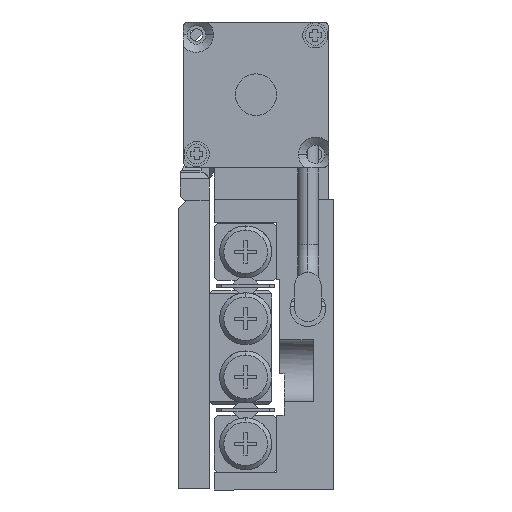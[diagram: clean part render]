
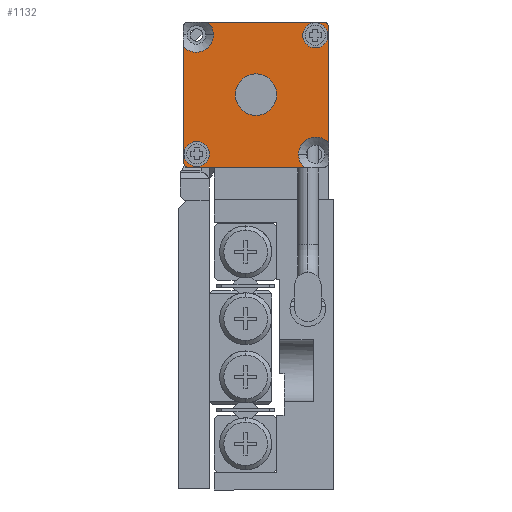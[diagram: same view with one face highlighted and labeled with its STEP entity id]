
A CAD part, left-side view. The second image highlights one B-rep face of the part: STEP entity #1132.
In plain terms, the highlighted face is planar.
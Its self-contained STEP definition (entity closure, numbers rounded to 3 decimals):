
#24 = ORIENTED_EDGE ( 'NONE', *, *, #11125, .F. ) ;
#278 = ORIENTED_EDGE ( 'NONE', *, *, #14377, .T. ) ;
#1132 = ADVANCED_FACE ( 'NONE', ( #28544, #7582, #12827, #10125 ), #21086, .T. ) ;
#1142 = CARTESIAN_POINT ( 'NONE',  ( 2.914, -1.25, 30. ) ) ;
#1258 = DIRECTION ( 'NONE',  ( 0., 0., 1. ) ) ;
#1404 = CARTESIAN_POINT ( 'NONE',  ( 1.286, -12.714, 30. ) ) ;
#1808 = CARTESIAN_POINT ( 'NONE',  ( 0., 0., 30. ) ) ;
#1877 = AXIS2_PLACEMENT_3D ( 'NONE', #10603, #20903, #28682 ) ;
#2386 = CARTESIAN_POINT ( 'NONE',  ( 7., -7., 30. ) ) ;
#2518 = DIRECTION ( 'NONE',  ( 1., 0., 0. ) ) ;
#2667 = CARTESIAN_POINT ( 'NONE',  ( 5., -7., 30. ) ) ;
#2818 = DIRECTION ( 'NONE',  ( 0., 0., 1. ) ) ;
#2918 = CARTESIAN_POINT ( 'NONE',  ( 11.086, -12.75, 30. ) ) ;
#3753 = VECTOR ( 'NONE', #24917, 1000. ) ;
#4189 = VECTOR ( 'NONE', #24330, 1000. ) ;
#4518 = AXIS2_PLACEMENT_3D ( 'NONE', #2386, #9871, #17313 ) ;
#4568 = VERTEX_POINT ( 'NONE', #9349 ) ;
#4890 = DIRECTION ( 'NONE',  ( 0., 0., 1. ) ) ;
#5382 = CARTESIAN_POINT ( 'NONE',  ( 7., -7., 30. ) ) ;
#5507 = CARTESIAN_POINT ( 'NONE',  ( 1.25, -1.25, 30. ) ) ;
#5700 = VECTOR ( 'NONE', #29555, 1000. ) ;
#5728 = AXIS2_PLACEMENT_3D ( 'NONE', #20562, #7055, #17871 ) ;
#5782 = DIRECTION ( 'NONE',  ( 1., 0., 0. ) ) ;
#5843 = DIRECTION ( 'NONE',  ( 0., 0., 1. ) ) ;
#5941 = VERTEX_POINT ( 'NONE', #18655 ) ;
#6406 = EDGE_LOOP ( 'NONE', ( #26033, #24 ) ) ;
#6884 = EDGE_CURVE ( 'NONE', #12285, #11671, #24486, .T. ) ;
#7034 = EDGE_CURVE ( 'NONE', #29695, #18940, #26821, .T. ) ;
#7055 = DIRECTION ( 'NONE',  ( 0., 0., -1. ) ) ;
#7582 = FACE_OUTER_BOUND ( 'NONE', #31417, .T. ) ;
#7616 = CARTESIAN_POINT ( 'NONE',  ( 0.5, -13.5, 30. ) ) ;
#8074 = ORIENTED_EDGE ( 'NONE', *, *, #8587, .F. ) ;
#8334 = CARTESIAN_POINT ( 'NONE',  ( 1.25, -1.25, 30. ) ) ;
#8406 = CARTESIAN_POINT ( 'NONE',  ( 9., -7., 30. ) ) ;
#8587 = EDGE_CURVE ( 'NONE', #4568, #9252, #12394, .T. ) ;
#8846 = ORIENTED_EDGE ( 'NONE', *, *, #14592, .T. ) ;
#8875 = CARTESIAN_POINT ( 'NONE',  ( 14., -11.652, 30. ) ) ;
#8921 = AXIS2_PLACEMENT_3D ( 'NONE', #19856, #30158, #25416 ) ;
#8987 = EDGE_CURVE ( 'NONE', #5941, #23570, #32014, .T. ) ;
#9252 = VERTEX_POINT ( 'NONE', #19847 ) ;
#9305 = AXIS2_PLACEMENT_3D ( 'NONE', #25918, #26086, #26256 ) ;
#9349 = CARTESIAN_POINT ( 'NONE',  ( 11.501, -1.286, 30. ) ) ;
#9464 = CARTESIAN_POINT ( 'NONE',  ( 11.652, -14., 30. ) ) ;
#9631 = AXIS2_PLACEMENT_3D ( 'NONE', #7616, #27749, #2518 ) ;
#9871 = DIRECTION ( 'NONE',  ( 0., 0., 1. ) ) ;
#9872 = VERTEX_POINT ( 'NONE', #2667 ) ;
#10125 = FACE_BOUND ( 'NONE', #20917, .T. ) ;
#10149 = DIRECTION ( 'NONE',  ( 1., 0., 0. ) ) ;
#10603 = CARTESIAN_POINT ( 'NONE',  ( 12.714, -1.286, 30. ) ) ;
#11117 = EDGE_CURVE ( 'NONE', #29415, #12620, #20019, .T. ) ;
#11125 = EDGE_CURVE ( 'NONE', #12853, #9872, #14074, .T. ) ;
#11296 = VERTEX_POINT ( 'NONE', #1142 ) ;
#11602 = LINE ( 'NONE', #14295, #23871 ) ;
#11671 = VERTEX_POINT ( 'NONE', #18721 ) ;
#11753 = DIRECTION ( 'NONE',  ( 1., 0., 0. ) ) ;
#12272 = ORIENTED_EDGE ( 'NONE', *, *, #11117, .F. ) ;
#12282 = ORIENTED_EDGE ( 'NONE', *, *, #18445, .F. ) ;
#12285 = VERTEX_POINT ( 'NONE', #13351 ) ;
#12325 = CIRCLE ( 'NONE', #9631, 0.5 ) ;
#12394 = CIRCLE ( 'NONE', #14006, 1.213 ) ;
#12620 = VERTEX_POINT ( 'NONE', #9464 ) ;
#12827 = FACE_BOUND ( 'NONE', #6406, .T. ) ;
#12853 = VERTEX_POINT ( 'NONE', #8406 ) ;
#13351 = CARTESIAN_POINT ( 'NONE',  ( 13.5, 0., 30. ) ) ;
#14006 = AXIS2_PLACEMENT_3D ( 'NONE', #14140, #1258, #22253 ) ;
#14074 = CIRCLE ( 'NONE', #14637, 2. ) ;
#14140 = CARTESIAN_POINT ( 'NONE',  ( 12.714, -1.286, 30. ) ) ;
#14295 = CARTESIAN_POINT ( 'NONE',  ( 0., -14., 30. ) ) ;
#14377 = EDGE_CURVE ( 'NONE', #25189, #12620, #11602, .T. ) ;
#14592 = EDGE_CURVE ( 'NONE', #24116, #12285, #24415, .T. ) ;
#14637 = AXIS2_PLACEMENT_3D ( 'NONE', #5382, #25530, #28566 ) ;
#15183 = AXIS2_PLACEMENT_3D ( 'NONE', #8334, #28630, #5782 ) ;
#15370 = DIRECTION ( 'NONE',  ( 1., 0., 0. ) ) ;
#15968 = CARTESIAN_POINT ( 'NONE',  ( 0.073, -12.714, 30. ) ) ;
#17015 = CARTESIAN_POINT ( 'NONE',  ( 0., -13.5, 30. ) ) ;
#17034 = CIRCLE ( 'NONE', #8921, 1.664 ) ;
#17313 = DIRECTION ( 'NONE',  ( 1., 0., 0. ) ) ;
#17447 = EDGE_LOOP ( 'NONE', ( #27956, #8074 ) ) ;
#17871 = DIRECTION ( 'NONE',  ( 1., 0., 0. ) ) ;
#17935 = CARTESIAN_POINT ( 'NONE',  ( 14., -0.5, 30. ) ) ;
#18443 = EDGE_CURVE ( 'NONE', #9252, #4568, #28369, .T. ) ;
#18445 = EDGE_CURVE ( 'NONE', #11296, #11671, #29421, .T. ) ;
#18621 = ORIENTED_EDGE ( 'NONE', *, *, #20771, .T. ) ;
#18655 = CARTESIAN_POINT ( 'NONE',  ( 0., -2.348, 30. ) ) ;
#18721 = CARTESIAN_POINT ( 'NONE',  ( 2.348, 0., 30. ) ) ;
#18940 = VERTEX_POINT ( 'NONE', #15968 ) ;
#19008 = CARTESIAN_POINT ( 'NONE',  ( 0., 0., 30. ) ) ;
#19066 = EDGE_CURVE ( 'NONE', #18940, #29695, #26238, .T. ) ;
#19847 = CARTESIAN_POINT ( 'NONE',  ( 13.927, -1.286, 30. ) ) ;
#19856 = CARTESIAN_POINT ( 'NONE',  ( 12.75, -12.75, 30. ) ) ;
#20019 = CIRCLE ( 'NONE', #29198, 1.664 ) ;
#20313 = AXIS2_PLACEMENT_3D ( 'NONE', #1404, #24919, #11753 ) ;
#20549 = CIRCLE ( 'NONE', #15183, 1.664 ) ;
#20562 = CARTESIAN_POINT ( 'NONE',  ( 1.286, -12.714, 30. ) ) ;
#20665 = ORIENTED_EDGE ( 'NONE', *, *, #23040, .T. ) ;
#20771 = EDGE_CURVE ( 'NONE', #23570, #25189, #12325, .T. ) ;
#20903 = DIRECTION ( 'NONE',  ( 0., 0., 1. ) ) ;
#20917 = EDGE_LOOP ( 'NONE', ( #21530, #24589 ) ) ;
#21086 = PLANE ( 'NONE',  #23259 ) ;
#21530 = ORIENTED_EDGE ( 'NONE', *, *, #7034, .T. ) ;
#22031 = ORIENTED_EDGE ( 'NONE', *, *, #30918, .F. ) ;
#22253 = DIRECTION ( 'NONE',  ( 1., 0., 0. ) ) ;
#22524 = ORIENTED_EDGE ( 'NONE', *, *, #8987, .T. ) ;
#22874 = ORIENTED_EDGE ( 'NONE', *, *, #25761, .F. ) ;
#23040 = EDGE_CURVE ( 'NONE', #32099, #24116, #31590, .T. ) ;
#23259 = AXIS2_PLACEMENT_3D ( 'NONE', #23624, #2818, #15370 ) ;
#23570 = VERTEX_POINT ( 'NONE', #17015 ) ;
#23624 = CARTESIAN_POINT ( 'NONE',  ( 0., 0., 30. ) ) ;
#23687 = ORIENTED_EDGE ( 'NONE', *, *, #6884, .T. ) ;
#23767 = DIRECTION ( 'NONE',  ( 1., 0., 0. ) ) ;
#23820 = CARTESIAN_POINT ( 'NONE',  ( 14., 0., 30. ) ) ;
#23871 = VECTOR ( 'NONE', #32210, 1000. ) ;
#24116 = VERTEX_POINT ( 'NONE', #17935 ) ;
#24136 = CARTESIAN_POINT ( 'NONE',  ( 0.5, -14., 30. ) ) ;
#24330 = DIRECTION ( 'NONE',  ( 0., 1., 0. ) ) ;
#24415 = CIRCLE ( 'NONE', #9305, 0.5 ) ;
#24486 = LINE ( 'NONE', #1808, #5700 ) ;
#24589 = ORIENTED_EDGE ( 'NONE', *, *, #19066, .T. ) ;
#24917 = DIRECTION ( 'NONE',  ( 0., -1., 0. ) ) ;
#24919 = DIRECTION ( 'NONE',  ( 0., 0., -1. ) ) ;
#25189 = VERTEX_POINT ( 'NONE', #24136 ) ;
#25416 = DIRECTION ( 'NONE',  ( 1., 0., 0. ) ) ;
#25530 = DIRECTION ( 'NONE',  ( 0., 0., 1. ) ) ;
#25761 = EDGE_CURVE ( 'NONE', #5941, #11296, #20549, .T. ) ;
#25918 = CARTESIAN_POINT ( 'NONE',  ( 13.5, -0.5, 30. ) ) ;
#26033 = ORIENTED_EDGE ( 'NONE', *, *, #29662, .F. ) ;
#26086 = DIRECTION ( 'NONE',  ( 0., 0., 1. ) ) ;
#26238 = CIRCLE ( 'NONE', #20313, 1.213 ) ;
#26256 = DIRECTION ( 'NONE',  ( 1., 0., 0. ) ) ;
#26821 = CIRCLE ( 'NONE', #5728, 1.213 ) ;
#27749 = DIRECTION ( 'NONE',  ( 0., 0., 1. ) ) ;
#27956 = ORIENTED_EDGE ( 'NONE', *, *, #18443, .F. ) ;
#28369 = CIRCLE ( 'NONE', #1877, 1.213 ) ;
#28544 = FACE_BOUND ( 'NONE', #17447, .T. ) ;
#28566 = DIRECTION ( 'NONE',  ( 1., 0., 0. ) ) ;
#28630 = DIRECTION ( 'NONE',  ( 0., 0., 1. ) ) ;
#28682 = DIRECTION ( 'NONE',  ( 1., 0., 0. ) ) ;
#29198 = AXIS2_PLACEMENT_3D ( 'NONE', #33144, #4890, #10149 ) ;
#29415 = VERTEX_POINT ( 'NONE', #2918 ) ;
#29421 = CIRCLE ( 'NONE', #30510, 1.664 ) ;
#29555 = DIRECTION ( 'NONE',  ( -1., 0., 0. ) ) ;
#29662 = EDGE_CURVE ( 'NONE', #9872, #12853, #29923, .T. ) ;
#29695 = VERTEX_POINT ( 'NONE', #32523 ) ;
#29923 = CIRCLE ( 'NONE', #4518, 2. ) ;
#30158 = DIRECTION ( 'NONE',  ( 0., 0., 1. ) ) ;
#30510 = AXIS2_PLACEMENT_3D ( 'NONE', #5507, #5843, #23767 ) ;
#30918 = EDGE_CURVE ( 'NONE', #32099, #29415, #17034, .T. ) ;
#31417 = EDGE_LOOP ( 'NONE', ( #22874, #22524, #18621, #278, #12272, #22031, #20665, #8846, #23687, #12282 ) ) ;
#31590 = LINE ( 'NONE', #23820, #4189 ) ;
#32014 = LINE ( 'NONE', #19008, #3753 ) ;
#32099 = VERTEX_POINT ( 'NONE', #8875 ) ;
#32210 = DIRECTION ( 'NONE',  ( 1., 0., 0. ) ) ;
#32523 = CARTESIAN_POINT ( 'NONE',  ( 2.499, -12.714, 30. ) ) ;
#33144 = CARTESIAN_POINT ( 'NONE',  ( 12.75, -12.75, 30. ) ) ;
